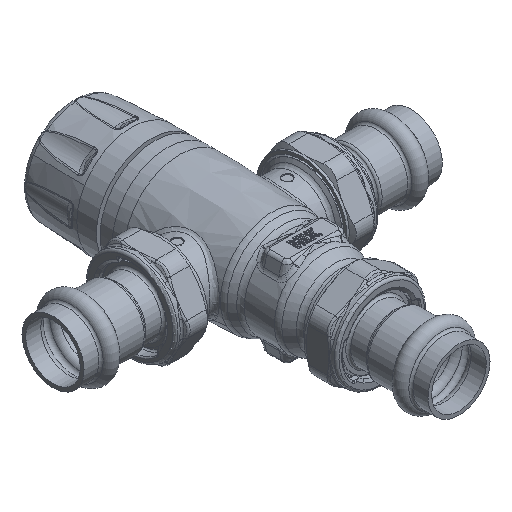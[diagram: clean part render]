
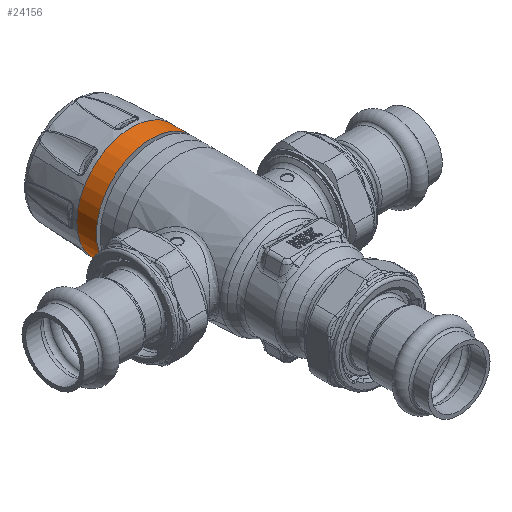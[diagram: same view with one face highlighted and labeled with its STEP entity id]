
A CAD part, isometric view. The second image highlights one B-rep face of the part: STEP entity #24156.
In plain terms, the highlighted cylindrical face has radius 22.5 mm (diameter 45 mm), a full revolution.
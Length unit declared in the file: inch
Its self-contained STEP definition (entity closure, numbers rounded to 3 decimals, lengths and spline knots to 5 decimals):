
#2584=FACE_OUTER_BOUND('',#4158,.T.);
#4158=EDGE_LOOP('',(#18754,#18755,#18756,#18757,#18758));
#5557=CIRCLE('',#26351,0.88583);
#5558=CIRCLE('',#26352,0.88583);
#5559=CIRCLE('',#26353,0.88583);
#6769=LINE('',#71835,#7688);
#7688=VECTOR('',#31342,0.88583);
#10005=VERTEX_POINT('',#71830);
#10006=VERTEX_POINT('',#71831);
#10007=VERTEX_POINT('',#71834);
#12990=EDGE_CURVE('',#10005,#10006,#5557,.T.);
#12991=EDGE_CURVE('',#10006,#10005,#5558,.T.);
#12992=EDGE_CURVE('',#10006,#10007,#6769,.T.);
#12993=EDGE_CURVE('',#10007,#10007,#5559,.T.);
#18754=ORIENTED_EDGE('',*,*,#12990,.F.);
#18755=ORIENTED_EDGE('',*,*,#12991,.F.);
#18756=ORIENTED_EDGE('',*,*,#12992,.T.);
#18757=ORIENTED_EDGE('',*,*,#12993,.T.);
#18758=ORIENTED_EDGE('',*,*,#12992,.F.);
#21441=CYLINDRICAL_SURFACE('',#26350,0.88583);
#24156=ADVANCED_FACE('',(#2584),#21441,.T.);
#26350=AXIS2_PLACEMENT_3D('',#71829,#31336,#31337);
#26351=AXIS2_PLACEMENT_3D('',#71832,#31338,#31339);
#26352=AXIS2_PLACEMENT_3D('',#71833,#31340,#31341);
#26353=AXIS2_PLACEMENT_3D('',#71836,#31343,#31344);
#31336=DIRECTION('center_axis',(0.,1.,0.));
#31337=DIRECTION('ref_axis',(-0.859,0.,0.512));
#31338=DIRECTION('center_axis',(0.,1.,0.));
#31339=DIRECTION('ref_axis',(0.,0.,-1.));
#31340=DIRECTION('center_axis',(0.,1.,0.));
#31341=DIRECTION('ref_axis',(0.,0.,-1.));
#31342=DIRECTION('',(0.,-1.,0.));
#31343=DIRECTION('center_axis',(0.,1.,0.));
#31344=DIRECTION('ref_axis',(0.,0.,-1.));
#71829=CARTESIAN_POINT('Origin',(0.,1.95276,
0.));
#71830=CARTESIAN_POINT('',(-0.76088,1.61811,0.4536));
#71831=CARTESIAN_POINT('',(0.76088,1.61811,-0.4536));
#71832=CARTESIAN_POINT('Origin',(0.,1.61811,
0.));
#71833=CARTESIAN_POINT('Origin',(0.,1.61811,
0.));
#71834=CARTESIAN_POINT('',(0.76088,1.30315,-0.4536));
#71835=CARTESIAN_POINT('',(0.76088,1.95276,-0.4536));
#71836=CARTESIAN_POINT('Origin',(0.,1.30315,
0.));
